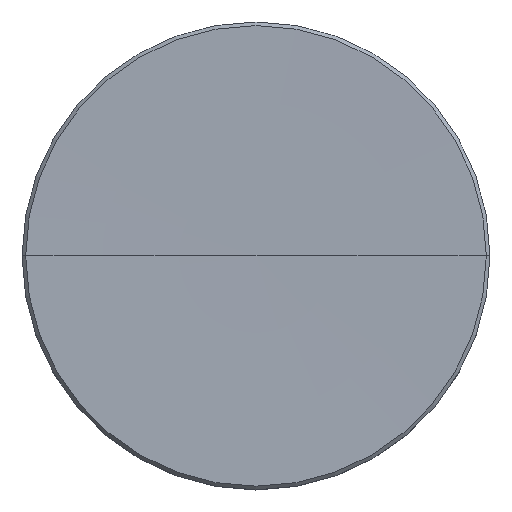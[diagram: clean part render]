
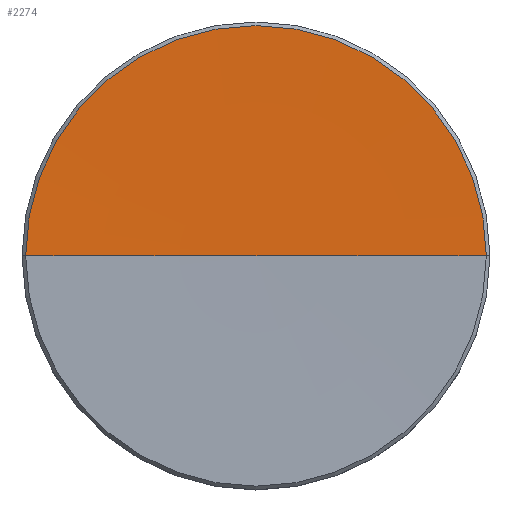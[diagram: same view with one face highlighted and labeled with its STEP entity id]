
A CAD part, top view. The second image highlights one B-rep face of the part: STEP entity #2274.
In plain terms, the highlighted toroidal (fillet/blend) face has major radius 0.001 mm and minor radius 1000 mm.
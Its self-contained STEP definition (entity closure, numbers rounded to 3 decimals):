
#3 = AXIS2_PLACEMENT_3D ( 'NONE', #1639, #994, #1980 ) ;
#36 = DIRECTION ( 'NONE',  ( 0., 0., -1. ) ) ;
#299 = AXIS2_PLACEMENT_3D ( 'NONE', #1475, #2793, #1483 ) ;
#329 = CIRCLE ( 'NONE', #299, 12.502 ) ;
#347 = DIRECTION ( 'NONE',  ( 0., -1., 0. ) ) ;
#621 = EDGE_CURVE ( 'NONE', #1104, #2682, #329, .T. ) ;
#829 = CARTESIAN_POINT ( 'NONE',  ( -9.382, 16.297, 23.906 ) ) ;
#849 = AXIS2_PLACEMENT_3D ( 'NONE', #2322, #347, #36 ) ;
#876 = TOROIDAL_SURFACE ( 'NONE', #3, -0.001, 1000. ) ;
#945 = EDGE_CURVE ( 'NONE', #988, #2682, #1494, .T. ) ;
#988 = VERTEX_POINT ( 'NONE', #1075 ) ;
#994 = DIRECTION ( 'NONE',  ( 0., 0., 1. ) ) ;
#1017 = ORIENTED_EDGE ( 'NONE', *, *, #3529, .T. ) ;
#1024 = AXIS2_PLACEMENT_3D ( 'NONE', #3045, #1061, #4056 ) ;
#1034 = ORIENTED_EDGE ( 'NONE', *, *, #621, .T. ) ;
#1061 = DIRECTION ( 'NONE',  ( 0., 1., 0. ) ) ;
#1075 = CARTESIAN_POINT ( 'NONE',  ( 3.121, 16.297, 23.828 ) ) ;
#1104 = VERTEX_POINT ( 'NONE', #3297 ) ;
#1475 = CARTESIAN_POINT ( 'NONE',  ( 3.121, 16.297, 23.906 ) ) ;
#1483 = DIRECTION ( 'NONE',  ( 1., 0., 0. ) ) ;
#1494 = CIRCLE ( 'NONE', #1024, 1000. ) ;
#1639 = CARTESIAN_POINT ( 'NONE',  ( 3.121, 16.297, 1023.828 ) ) ;
#1980 = DIRECTION ( 'NONE',  ( 1., 0., 0. ) ) ;
#2274 = ADVANCED_FACE ( 'NONE', ( #3499 ), #876, .F. ) ;
#2322 = CARTESIAN_POINT ( 'NONE',  ( 3.12, 16.297, 1023.828 ) ) ;
#2648 = ORIENTED_EDGE ( 'NONE', *, *, #945, .F. ) ;
#2682 = VERTEX_POINT ( 'NONE', #829 ) ;
#2793 = DIRECTION ( 'NONE',  ( 0., 0., 1. ) ) ;
#3045 = CARTESIAN_POINT ( 'NONE',  ( 3.121, 16.297, 1023.828 ) ) ;
#3117 = CIRCLE ( 'NONE', #849, 1000. ) ;
#3297 = CARTESIAN_POINT ( 'NONE',  ( 15.623, 16.297, 23.906 ) ) ;
#3330 = EDGE_LOOP ( 'NONE', ( #2648, #1017, #1034 ) ) ;
#3499 = FACE_OUTER_BOUND ( 'NONE', #3330, .T. ) ;
#3529 = EDGE_CURVE ( 'NONE', #988, #1104, #3117, .T. ) ;
#4056 = DIRECTION ( 'NONE',  ( -1., 0., 0. ) ) ;
